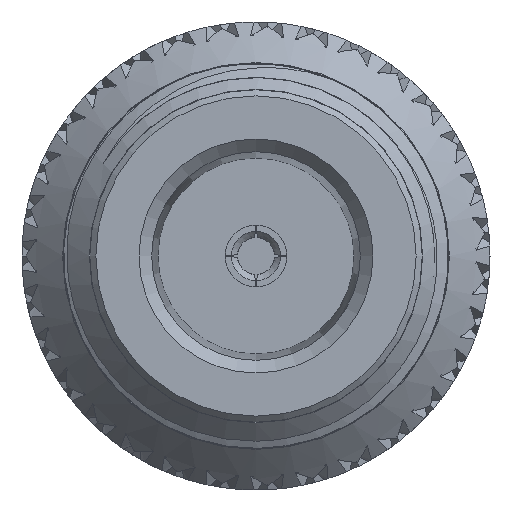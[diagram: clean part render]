
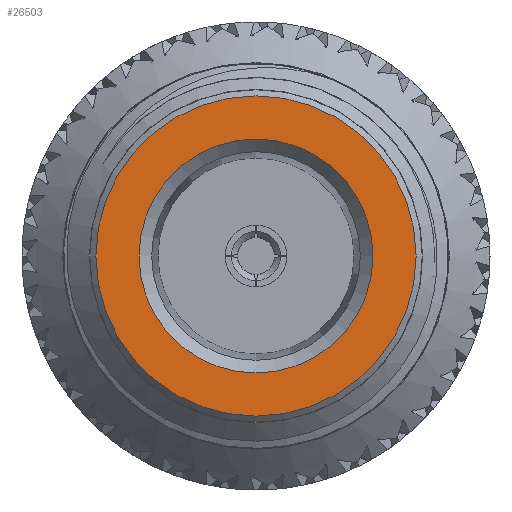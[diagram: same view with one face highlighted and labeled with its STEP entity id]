
A CAD part, left-side view. The second image highlights one B-rep face of the part: STEP entity #26503.
In plain terms, the highlighted planar face has unit normal (-1, 0, 0).
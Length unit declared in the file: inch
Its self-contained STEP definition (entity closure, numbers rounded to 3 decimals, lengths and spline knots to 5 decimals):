
#933 = DIRECTION ( 'NONE',  ( 0., 0., 1. ) ) ;
#1821 = FACE_BOUND ( 'NONE', #4055, .T. ) ;
#4055 = EDGE_LOOP ( 'NONE', ( #32789 ) ) ;
#7720 = ORIENTED_EDGE ( 'NONE', *, *, #45860, .F. ) ;
#10968 = VERTEX_POINT ( 'NONE', #60285 ) ;
#11146 = FACE_OUTER_BOUND ( 'NONE', #53335, .T. ) ;
#11459 = AXIS2_PLACEMENT_3D ( 'NONE', #41577, #45121, #20726 ) ;
#12625 = DIRECTION ( 'NONE',  ( 0., 0., -1. ) ) ;
#13495 = CIRCLE ( 'NONE', #60516, 0.26 ) ;
#16886 = PLANE ( 'NONE',  #11459 ) ;
#17667 = AXIS2_PLACEMENT_3D ( 'NONE', #35248, #60843, #933 ) ;
#20726 = DIRECTION ( 'NONE',  ( 0., 0., 1. ) ) ;
#26503 = ADVANCED_FACE ( 'NONE', ( #1821, #11146 ), #16886, .T. ) ;
#28003 = CARTESIAN_POINT ( 'NONE',  ( 0., 0., 0. ) ) ;
#32789 = ORIENTED_EDGE ( 'NONE', *, *, #35794, .T. ) ;
#35248 = CARTESIAN_POINT ( 'NONE',  ( 0., 0., 0. ) ) ;
#35332 = CARTESIAN_POINT ( 'NONE',  ( 0., 0., 0.19 ) ) ;
#35794 = EDGE_CURVE ( 'NONE', #50727, #50727, #37155, .T. ) ;
#37155 = CIRCLE ( 'NONE', #17667, 0.19 ) ;
#41577 = CARTESIAN_POINT ( 'NONE',  ( 0., 0., 0. ) ) ;
#45121 = DIRECTION ( 'NONE',  ( -1., 0., 0. ) ) ;
#45860 = EDGE_CURVE ( 'NONE', #10968, #10968, #13495, .T. ) ;
#50727 = VERTEX_POINT ( 'NONE', #35332 ) ;
#53335 = EDGE_LOOP ( 'NONE', ( #7720 ) ) ;
#56519 = DIRECTION ( 'NONE',  ( 1., 0., 0. ) ) ;
#60285 = CARTESIAN_POINT ( 'NONE',  ( 0., 0., -0.26 ) ) ;
#60516 = AXIS2_PLACEMENT_3D ( 'NONE', #28003, #56519, #12625 ) ;
#60843 = DIRECTION ( 'NONE',  ( 1., 0., 0. ) ) ;
